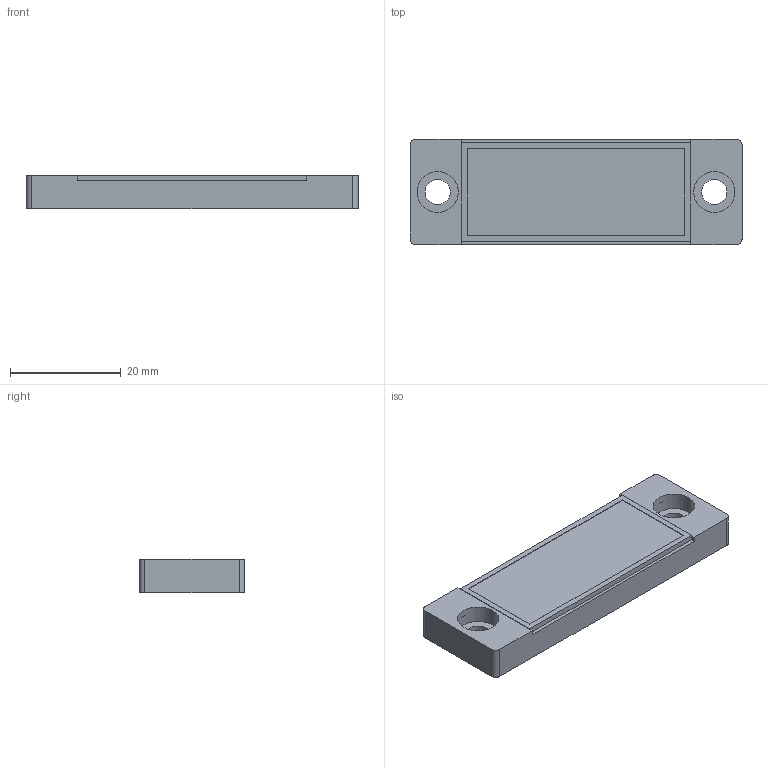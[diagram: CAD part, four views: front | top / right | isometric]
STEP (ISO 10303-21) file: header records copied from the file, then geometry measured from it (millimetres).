
FILE_DESCRIPTION((''),'2;1');
FILE_NAME('DBCAD2607_REF-VR10','2017-06-08T',('cmozuch'),(''),'PRO/ENGINEER BY PARAMETRIC TECHNOLOGY CORPORATION, 2015440','PRO/ENGINEER BY PARAMETRIC TECHNOLOGY CORPORATION, 2015440','');
FILE_SCHEMA(('CONFIG_CONTROL_DESIGN'));
Length unit declared in the file: millimetre
Products named in the file (1): DBCAD2607_REF-VR10
Bounding box: 60 x 19 x 6.1 mm (x, y, z)
Volume: 5945.4 mm3; surface area: 3803.6 mm2
Topology: 1 solids, 1 shells, 57 faces, 140 edges, 92 vertices
Faces by surface type: plane 45, cylinder 12
Entity records: 2464 total; most frequent: CARTESIAN_POINT 289, ORIENTED_EDGE 280, DIRECTION 278, EDGE_CURVE 140, VECTOR 116, LINE 116, FILL_AREA_STYLE_COLOUR 114, FILL_AREA_STYLE 114
